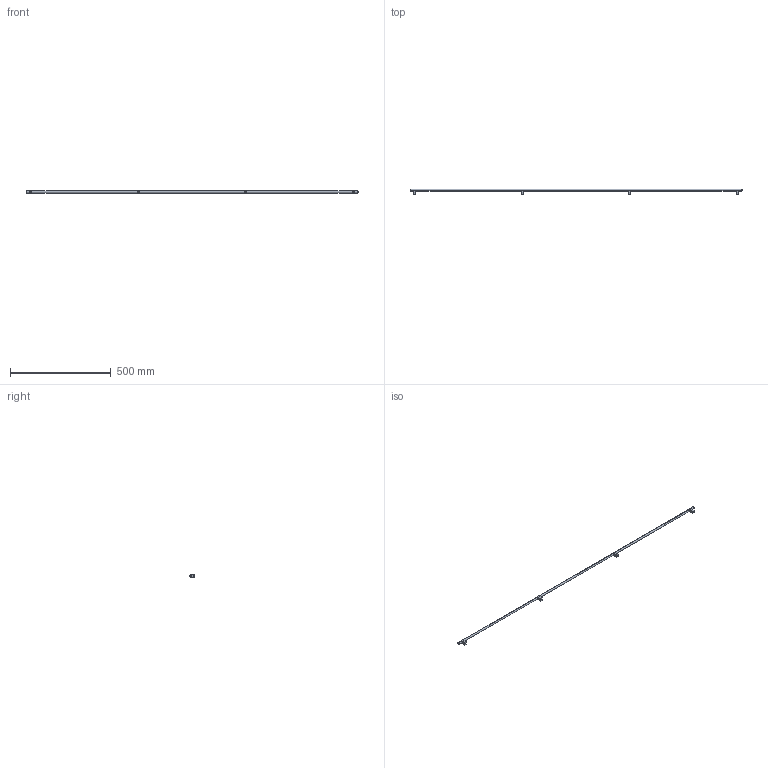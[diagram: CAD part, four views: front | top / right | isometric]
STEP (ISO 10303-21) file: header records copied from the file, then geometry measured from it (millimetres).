
FILE_DESCRIPTION (( 'STEP AP214' ), '1' );
FILE_NAME ('F005475,F005482,F005489_3D.step', '2022-08-15T13:30:09', ( '' ), ( '' ), 'SwSTEP 2.0', 'SolidWorks 2020', '' );
FILE_SCHEMA (( 'AUTOMOTIVE_DESIGN' ));
Length unit declared in the file: millimetre
Products named in the file (1): F005475,F005482,F005489_3D
Bounding box: 1645 x 29 x 15 mm (x, y, z)
Volume: 141721.8 mm3; surface area: 56838.3 mm2
Topology: 1 solids, 1 shells, 56 faces, 134 edges, 76 vertices
Faces by surface type: plane 30, cylinder 14, cone 8, torus 4
Entity records: 1656 total; most frequent: DIRECTION 276, CARTESIAN_POINT 259, ORIENTED_EDGE 252, EDGE_CURVE 126, AXIS2_PLACEMENT_3D 93, LINE 90, VECTOR 90, VERTEX_POINT 76
